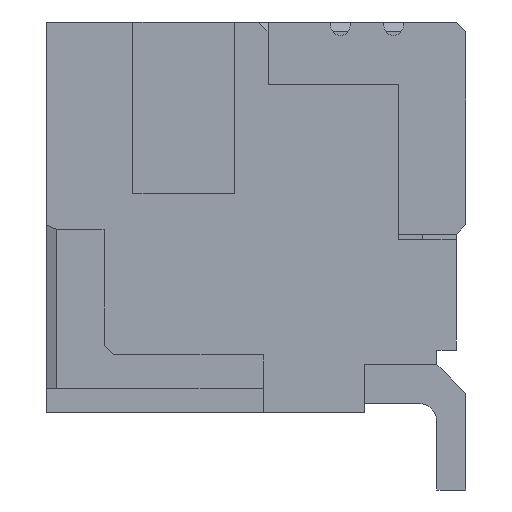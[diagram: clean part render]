
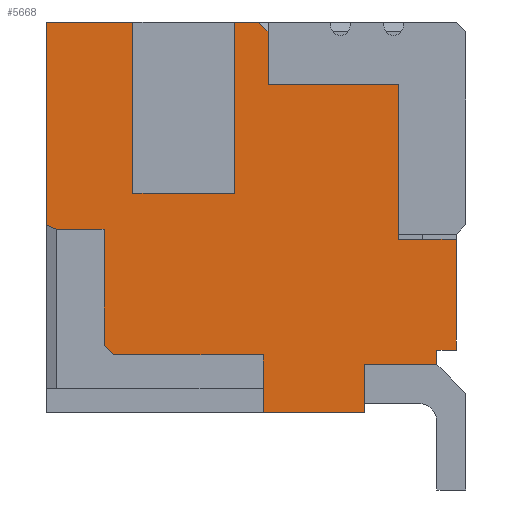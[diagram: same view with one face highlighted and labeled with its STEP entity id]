
A CAD part, left-side view. The second image highlights one B-rep face of the part: STEP entity #5668.
In plain terms, the highlighted planar face has unit normal (-1, 0, 0).
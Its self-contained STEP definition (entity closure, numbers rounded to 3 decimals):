
#294=PLANE('',#6019);
#597=FACE_OUTER_BOUND('',#905,.T.);
#905=EDGE_LOOP('',(#5143,#5144,#5145,#5146,#5147,#5148,#5149,#5150,#5151,
#5152,#5153,#5154,#5155,#5156,#5157,#5158,#5159,#5160,#5161,#5162,#5163,
#5164,#5165));
#1441=LINE('',#8521,#2212);
#1449=LINE('',#8538,#2220);
#1454=LINE('',#8547,#2225);
#1458=LINE('',#8555,#2229);
#1556=LINE('',#8746,#2327);
#1558=LINE('',#8750,#2329);
#1559=LINE('',#8752,#2330);
#1562=LINE('',#8759,#2333);
#1565=LINE('',#8765,#2336);
#1593=LINE('',#8824,#2364);
#1625=LINE('',#8885,#2396);
#1628=LINE('',#8891,#2399);
#1629=LINE('',#8892,#2400);
#1630=LINE('',#8894,#2401);
#1631=LINE('',#8896,#2402);
#1632=LINE('',#8898,#2403);
#1633=LINE('',#8900,#2404);
#1634=LINE('',#8901,#2405);
#1635=LINE('',#8903,#2406);
#1636=LINE('',#8905,#2407);
#1637=LINE('',#8906,#2408);
#1638=LINE('',#8908,#2409);
#1639=LINE('',#8909,#2410);
#2212=VECTOR('',#6973,1000.);
#2220=VECTOR('',#6987,1000.);
#2225=VECTOR('',#6994,1000.);
#2229=VECTOR('',#6998,1000.);
#2327=VECTOR('',#7130,1000.);
#2329=VECTOR('',#7134,1000.);
#2330=VECTOR('',#7137,1000.);
#2333=VECTOR('',#7146,1000.);
#2336=VECTOR('',#7151,1000.);
#2364=VECTOR('',#7209,1000.);
#2396=VECTOR('',#7271,1000.);
#2399=VECTOR('',#7278,1000.);
#2400=VECTOR('',#7279,1000.);
#2401=VECTOR('',#7280,1000.);
#2402=VECTOR('',#7281,1000.);
#2403=VECTOR('',#7282,1000.);
#2404=VECTOR('',#7283,1000.);
#2405=VECTOR('',#7284,1000.);
#2406=VECTOR('',#7285,1000.);
#2407=VECTOR('',#7286,1000.);
#2408=VECTOR('',#7287,1000.);
#2409=VECTOR('',#7288,1000.);
#2410=VECTOR('',#7289,1000.);
#2853=VERTEX_POINT('',#8509);
#2858=VERTEX_POINT('',#8519);
#2863=VERTEX_POINT('',#8535);
#2864=VERTEX_POINT('',#8537);
#2867=VERTEX_POINT('',#8546);
#2870=VERTEX_POINT('',#8552);
#2871=VERTEX_POINT('',#8554);
#2946=VERTEX_POINT('',#8742);
#2947=VERTEX_POINT('',#8744);
#2948=VERTEX_POINT('',#8748);
#2949=VERTEX_POINT('',#8757);
#2951=VERTEX_POINT('',#8763);
#2966=VERTEX_POINT('',#8822);
#2967=VERTEX_POINT('',#8823);
#2981=VERTEX_POINT('',#8884);
#2982=VERTEX_POINT('',#8890);
#2983=VERTEX_POINT('',#8893);
#2984=VERTEX_POINT('',#8895);
#2985=VERTEX_POINT('',#8897);
#2986=VERTEX_POINT('',#8899);
#2987=VERTEX_POINT('',#8902);
#2988=VERTEX_POINT('',#8904);
#2989=VERTEX_POINT('',#8907);
#3540=EDGE_CURVE('',#2858,#2853,#1441,.T.);
#3548=EDGE_CURVE('',#2864,#2863,#1449,.T.);
#3553=EDGE_CURVE('',#2867,#2853,#1454,.T.);
#3557=EDGE_CURVE('',#2871,#2870,#1458,.T.);
#3655=EDGE_CURVE('',#2947,#2946,#1556,.T.);
#3657=EDGE_CURVE('',#2946,#2948,#1558,.T.);
#3658=EDGE_CURVE('',#2948,#2863,#1559,.T.);
#3661=EDGE_CURVE('',#2949,#2947,#1562,.T.);
#3664=EDGE_CURVE('',#2949,#2951,#1565,.T.);
#3692=EDGE_CURVE('',#2966,#2967,#1593,.T.);
#3724=EDGE_CURVE('',#2981,#2858,#1625,.T.);
#3727=EDGE_CURVE('',#2966,#2982,#1628,.T.);
#3728=EDGE_CURVE('',#2982,#2864,#1629,.T.);
#3729=EDGE_CURVE('',#2951,#2983,#1630,.T.);
#3730=EDGE_CURVE('',#2983,#2984,#1631,.T.);
#3731=EDGE_CURVE('',#2984,#2985,#1632,.T.);
#3732=EDGE_CURVE('',#2985,#2986,#1633,.T.);
#3733=EDGE_CURVE('',#2871,#2986,#1634,.T.);
#3734=EDGE_CURVE('',#2870,#2987,#1635,.T.);
#3735=EDGE_CURVE('',#2987,#2988,#1636,.T.);
#3736=EDGE_CURVE('',#2988,#2867,#1637,.T.);
#3737=EDGE_CURVE('',#2981,#2989,#1638,.T.);
#3738=EDGE_CURVE('',#2989,#2967,#1639,.T.);
#5143=ORIENTED_EDGE('',*,*,#3727,.T.);
#5144=ORIENTED_EDGE('',*,*,#3728,.T.);
#5145=ORIENTED_EDGE('',*,*,#3548,.T.);
#5146=ORIENTED_EDGE('',*,*,#3658,.F.);
#5147=ORIENTED_EDGE('',*,*,#3657,.F.);
#5148=ORIENTED_EDGE('',*,*,#3655,.F.);
#5149=ORIENTED_EDGE('',*,*,#3661,.F.);
#5150=ORIENTED_EDGE('',*,*,#3664,.T.);
#5151=ORIENTED_EDGE('',*,*,#3729,.T.);
#5152=ORIENTED_EDGE('',*,*,#3730,.T.);
#5153=ORIENTED_EDGE('',*,*,#3731,.T.);
#5154=ORIENTED_EDGE('',*,*,#3732,.T.);
#5155=ORIENTED_EDGE('',*,*,#3733,.F.);
#5156=ORIENTED_EDGE('',*,*,#3557,.T.);
#5157=ORIENTED_EDGE('',*,*,#3734,.T.);
#5158=ORIENTED_EDGE('',*,*,#3735,.T.);
#5159=ORIENTED_EDGE('',*,*,#3736,.T.);
#5160=ORIENTED_EDGE('',*,*,#3553,.T.);
#5161=ORIENTED_EDGE('',*,*,#3540,.F.);
#5162=ORIENTED_EDGE('',*,*,#3724,.F.);
#5163=ORIENTED_EDGE('',*,*,#3737,.T.);
#5164=ORIENTED_EDGE('',*,*,#3738,.T.);
#5165=ORIENTED_EDGE('',*,*,#3692,.F.);
#5668=ADVANCED_FACE('',(#597),#294,.F.);
#6019=AXIS2_PLACEMENT_3D('',#8889,#7276,#7277);
#6973=DIRECTION('',(0.,0.,1.));
#6987=DIRECTION('',(0.,-1.,0.));
#6994=DIRECTION('',(0.,1.,0.));
#6998=DIRECTION('',(0.,1.,0.));
#7130=DIRECTION('',(0.,0.,-1.));
#7134=DIRECTION('',(0.,1.,0.));
#7137=DIRECTION('',(0.,0.,-1.));
#7146=DIRECTION('',(0.,1.,0.));
#7151=DIRECTION('',(0.,0.,1.));
#7209=DIRECTION('',(0.,0.707,0.707));
#7271=DIRECTION('',(0.,0.906,0.423));
#7276=DIRECTION('center_axis',(1.,0.,0.));
#7277=DIRECTION('ref_axis',(0.,0.,1.));
#7278=DIRECTION('',(0.,-1.,0.));
#7279=DIRECTION('',(0.,0.,-1.));
#7280=DIRECTION('',(0.,1.,0.));
#7281=DIRECTION('',(0.,0.,1.));
#7282=DIRECTION('',(0.,1.,0.));
#7283=DIRECTION('',(0.,0.,1.));
#7284=DIRECTION('',(0.,-0.707,-0.707));
#7285=DIRECTION('',(0.,0.,-1.));
#7286=DIRECTION('',(0.,1.,0.));
#7287=DIRECTION('',(0.,0.,1.));
#7288=DIRECTION('',(0.,-1.,0.));
#7289=DIRECTION('',(0.,0.,-1.));
#8509=CARTESIAN_POINT('',(-5.375,4.35,0.));
#8519=CARTESIAN_POINT('',(-5.375,4.35,-2.1));
#8521=CARTESIAN_POINT('',(-5.375,4.35,0.));
#8535=CARTESIAN_POINT('',(-5.375,1.05,-4.05));
#8537=CARTESIAN_POINT('',(-5.375,2.1,-4.05));
#8538=CARTESIAN_POINT('',(-5.375,0.1,-4.05));
#8546=CARTESIAN_POINT('',(-5.375,3.45,0.));
#8547=CARTESIAN_POINT('',(-5.375,0.1,0.));
#8552=CARTESIAN_POINT('',(-5.375,2.4,0.));
#8554=CARTESIAN_POINT('',(-5.375,2.15,0.));
#8555=CARTESIAN_POINT('',(-5.375,0.1,0.));
#8742=CARTESIAN_POINT('',(-5.375,0.3,-3.55));
#8744=CARTESIAN_POINT('',(-5.375,0.3,-3.4));
#8746=CARTESIAN_POINT('',(-5.375,0.3,-3.55));
#8748=CARTESIAN_POINT('',(-5.375,1.05,-3.55));
#8750=CARTESIAN_POINT('',(-5.375,1.05,-3.55));
#8752=CARTESIAN_POINT('',(-5.375,1.05,-4.05));
#8757=CARTESIAN_POINT('',(-5.375,0.1,-3.4));
#8759=CARTESIAN_POINT('',(-5.375,0.3,-3.4));
#8763=CARTESIAN_POINT('',(-5.375,0.1,-2.25));
#8765=CARTESIAN_POINT('',(-5.375,0.1,0.));
#8822=CARTESIAN_POINT('',(-5.375,3.65,-3.45));
#8823=CARTESIAN_POINT('',(-5.375,3.75,-3.35));
#8824=CARTESIAN_POINT('',(-5.375,3.75,-3.35));
#8884=CARTESIAN_POINT('',(-5.375,4.243,-2.15));
#8885=CARTESIAN_POINT('',(-5.375,4.243,-2.15));
#8889=CARTESIAN_POINT('Origin',(-5.375,0.1,0.));
#8890=CARTESIAN_POINT('',(-5.375,2.1,-3.45));
#8891=CARTESIAN_POINT('',(-5.375,0.1,-3.45));
#8892=CARTESIAN_POINT('',(-5.375,2.1,0.));
#8893=CARTESIAN_POINT('',(-5.375,0.7,-2.25));
#8894=CARTESIAN_POINT('',(-5.375,0.1,-2.25));
#8895=CARTESIAN_POINT('',(-5.375,0.7,-0.65));
#8896=CARTESIAN_POINT('',(-5.375,0.7,0.));
#8897=CARTESIAN_POINT('',(-5.375,2.05,-0.65));
#8898=CARTESIAN_POINT('',(-5.375,0.1,-0.65));
#8899=CARTESIAN_POINT('',(-5.375,2.05,-0.1));
#8900=CARTESIAN_POINT('',(-5.375,2.05,0.));
#8901=CARTESIAN_POINT('',(-5.375,2.15,0.));
#8902=CARTESIAN_POINT('',(-5.375,2.4,-1.775));
#8903=CARTESIAN_POINT('',(-5.375,2.4,0.));
#8904=CARTESIAN_POINT('',(-5.375,3.45,-1.775));
#8905=CARTESIAN_POINT('',(-5.375,3.45,-1.775));
#8906=CARTESIAN_POINT('',(-5.375,3.45,0.));
#8907=CARTESIAN_POINT('',(-5.375,3.75,-2.15));
#8908=CARTESIAN_POINT('',(-5.375,0.1,-2.15));
#8909=CARTESIAN_POINT('',(-5.375,3.75,0.));
